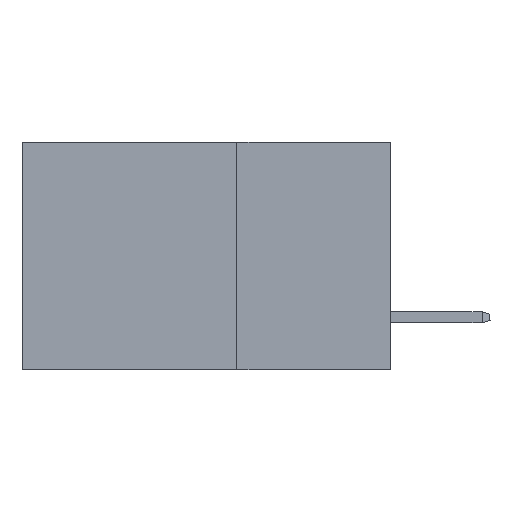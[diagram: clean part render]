
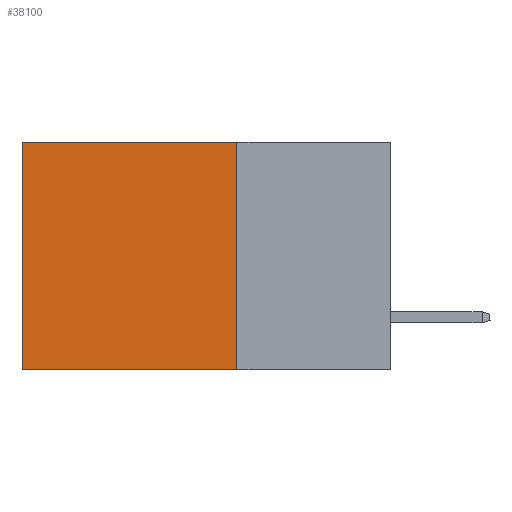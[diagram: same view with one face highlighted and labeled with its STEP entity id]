
A CAD part, left-side view. The second image highlights one B-rep face of the part: STEP entity #38100.
In plain terms, the highlighted planar face has unit normal (-1, 0, 0).
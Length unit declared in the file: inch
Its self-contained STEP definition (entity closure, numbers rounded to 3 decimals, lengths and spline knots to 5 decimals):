
#79 = DIRECTION ( 'NONE',  ( 0., 1., 0. ) ) ;
#124 = CARTESIAN_POINT ( 'NONE',  ( 0.2875, 0.25, 0. ) ) ;
#280 = DIRECTION ( 'NONE',  ( 1., 0., 0. ) ) ;
#2727 = EDGE_CURVE ( 'NONE', #14397, #18524, #6309, .T. ) ;
#3350 = VERTEX_POINT ( 'NONE', #35381 ) ;
#5377 = VECTOR ( 'NONE', #10184, 39.37008 ) ;
#5427 = VECTOR ( 'NONE', #35964, 39.37008 ) ;
#6309 = LINE ( 'NONE', #27899, #11878 ) ;
#8821 = CARTESIAN_POINT ( 'NONE',  ( 0.2875, 0.25, 0. ) ) ;
#9407 = AXIS2_PLACEMENT_3D ( 'NONE', #124, #280, #14375 ) ;
#10184 = DIRECTION ( 'NONE',  ( 0., 1., 0. ) ) ;
#10317 = LINE ( 'NONE', #17656, #5377 ) ;
#11878 = VECTOR ( 'NONE', #79, 39.37008 ) ;
#12365 = LINE ( 'NONE', #8821, #38867 ) ;
#12907 = CARTESIAN_POINT ( 'NONE',  ( 0.2875, 0.6, 0. ) ) ;
#13707 = CARTESIAN_POINT ( 'NONE',  ( 0.2875, 0.25, 0. ) ) ;
#14375 = DIRECTION ( 'NONE',  ( 0., 0., -1. ) ) ;
#14397 = VERTEX_POINT ( 'NONE', #13707 ) ;
#14637 = EDGE_CURVE ( 'NONE', #14397, #40689, #12365, .T. ) ;
#15620 = ORIENTED_EDGE ( 'NONE', *, *, #2727, .T. ) ;
#16424 = ORIENTED_EDGE ( 'NONE', *, *, #14637, .F. ) ;
#17656 = CARTESIAN_POINT ( 'NONE',  ( 0.2875, 0.25, -0.37 ) ) ;
#18524 = VERTEX_POINT ( 'NONE', #12907 ) ;
#20431 = LINE ( 'NONE', #22140, #5427 ) ;
#20976 = FACE_OUTER_BOUND ( 'NONE', #44640, .T. ) ;
#22140 = CARTESIAN_POINT ( 'NONE',  ( 0.2875, 0.6, 0. ) ) ;
#23188 = ORIENTED_EDGE ( 'NONE', *, *, #38256, .T. ) ;
#24162 = CARTESIAN_POINT ( 'NONE',  ( 0.2875, 0.25, -0.37 ) ) ;
#27899 = CARTESIAN_POINT ( 'NONE',  ( 0.2875, 0.25, 0. ) ) ;
#29846 = DIRECTION ( 'NONE',  ( 0., 0., -1. ) ) ;
#31312 = ORIENTED_EDGE ( 'NONE', *, *, #33633, .F. ) ;
#33633 = EDGE_CURVE ( 'NONE', #40689, #3350, #10317, .T. ) ;
#35381 = CARTESIAN_POINT ( 'NONE',  ( 0.2875, 0.6, -0.37 ) ) ;
#35964 = DIRECTION ( 'NONE',  ( 0., 0., -1. ) ) ;
#38100 = ADVANCED_FACE ( 'NONE', ( #20976 ), #45660, .F. ) ;
#38256 = EDGE_CURVE ( 'NONE', #18524, #3350, #20431, .T. ) ;
#38867 = VECTOR ( 'NONE', #29846, 39.37008 ) ;
#40689 = VERTEX_POINT ( 'NONE', #24162 ) ;
#44640 = EDGE_LOOP ( 'NONE', ( #23188, #31312, #16424, #15620 ) ) ;
#45660 = PLANE ( 'NONE',  #9407 ) ;
